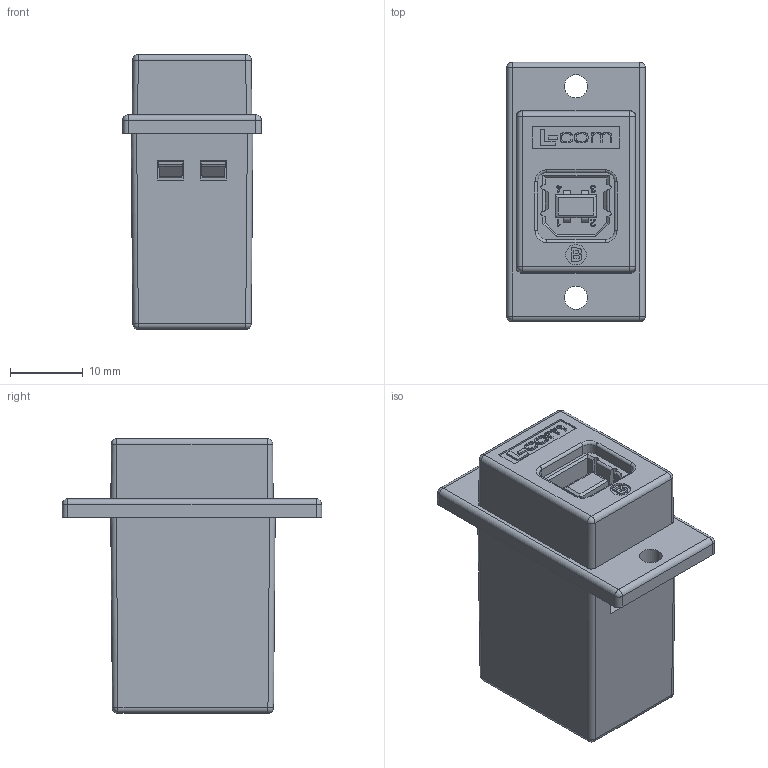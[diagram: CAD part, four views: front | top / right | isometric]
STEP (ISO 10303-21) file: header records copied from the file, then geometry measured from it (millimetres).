
FILE_DESCRIPTION (( 'STEP AP214' ), '1' );
FILE_NAME ('ECF504-BAS.STEP', '2018-04-03T19:45:41', ( '' ), ( '' ), 'SwSTEP 2.0', 'SolidWorks 2017', '' );
FILE_SCHEMA (( 'AUTOMOTIVE_DESIGN' ));
Length unit declared in the file: inch
Products named in the file (7): 1AG01-086_TYPE A; 3AC11-009; 1BC01-014; 1AA05-019-SUZHOU___; 1AA05-033(USB-B F R.A THRU)___; 1AG01-067_TYPE B; ECF504-BAS
Assembly tree (6 placements, depth 3):
  ECF504-BAS
    3AC11-009
      1AA05-019-SUZHOU___
      1AA05-033(USB-B F R.A THRU)___
      1BC01-014
    1AG01-086_TYPE A
    1AG01-067_TYPE B
Bounding box: 19.05 x 35.56 x 37.67 mm (x, y, z)
Volume: 8626.7 mm3; surface area: 12218.1 mm2
Topology: 9 solids, 9 shells, 2019 faces, 5551 edges, 3622 vertices
Faces by surface type: plane 1239, cylinder 427, bspline 277, torus 44, sphere 22, cone 10
Entity records: 83446 total; most frequent: CARTESIAN_POINT 25994, ORIENTED_EDGE 11050, DIRECTION 8979, EDGE_CURVE 5525, LINE 4019, VECTOR 4019, VERTEX_POINT 3614, AXIS2_PLACEMENT_3D 2480
